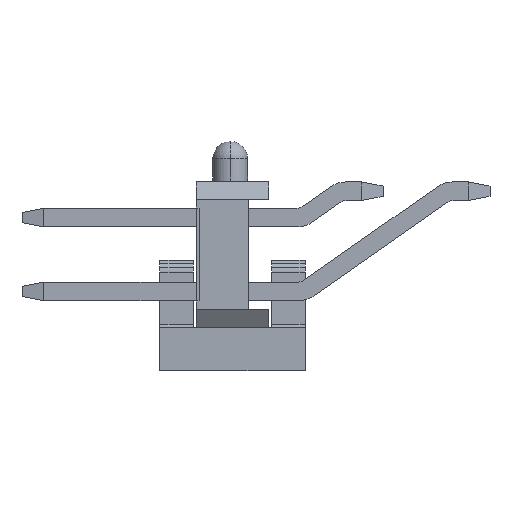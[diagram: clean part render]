
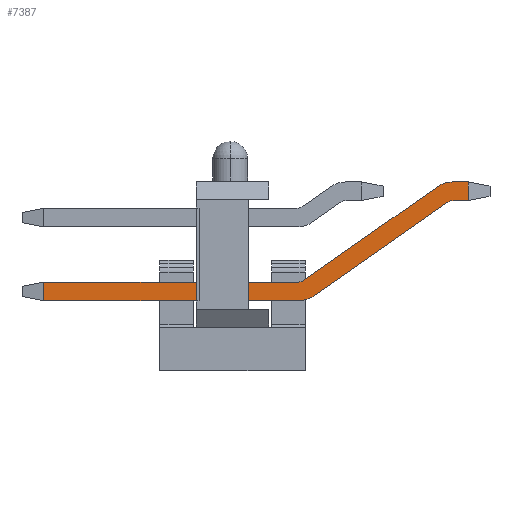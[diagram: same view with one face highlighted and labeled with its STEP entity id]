
A CAD part, left-side view. The second image highlights one B-rep face of the part: STEP entity #7387.
In plain terms, the highlighted planar face has unit normal (-1, 0, 0).
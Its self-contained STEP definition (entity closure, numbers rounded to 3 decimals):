
#7073=CARTESIAN_POINT('',(-0.32,-9.37,2.5));
#7074=VERTEX_POINT('',#7073);
#7097=CARTESIAN_POINT('',(-0.32,-9.37,1.86));
#7098=VERTEX_POINT('',#7097);
#7099=CARTESIAN_POINT('',(-0.32,-9.37,2.5));
#7100=DIRECTION('',(0.,0.,-1.));
#7101=VECTOR('',#7100,0.64);
#7102=LINE('',#7099,#7101);
#7103=EDGE_CURVE('',#7074,#7098,#7102,.T.);
#7144=CARTESIAN_POINT('',(-0.32,-8.85,1.86));
#7145=VERTEX_POINT('',#7144);
#7146=CARTESIAN_POINT('',(-0.32,-9.37,1.86));
#7147=DIRECTION('',(0.,1.,0.));
#7148=VECTOR('',#7147,0.52);
#7149=LINE('',#7146,#7148);
#7150=EDGE_CURVE('',#7098,#7145,#7149,.T.);
#7285=CARTESIAN_POINT('',(-0.32,-8.85,2.5));
#7286=VERTEX_POINT('',#7285);
#7293=CARTESIAN_POINT('',(-0.32,-8.85,2.5));
#7294=DIRECTION('',(0.,-1.,0.));
#7295=VECTOR('',#7294,0.52);
#7296=LINE('',#7293,#7295);
#7297=EDGE_CURVE('',#7286,#7074,#7296,.T.);
#7303=CARTESIAN_POINT('',(-0.32,-10.12,1.86));
#7304=DIRECTION('',(0.,0.,1.));
#7305=DIRECTION('',(-1.,0.,0.));
#7306=AXIS2_PLACEMENT_3D('',#7303,#7305,#7304);
#7307=PLANE('',#7306);
#7308=ORIENTED_EDGE('',*,*,#7297,.F.);
#7309=CARTESIAN_POINT('',(-0.32,-8.299,2.326));
#7310=VERTEX_POINT('',#7309);
#7311=CARTESIAN_POINT('',(-0.32,-8.85,1.54));
#7312=DIRECTION('',(0.,0.,1.));
#7313=DIRECTION('',(-1.,0.,0.));
#7314=AXIS2_PLACEMENT_3D('',#7311,#7313,#7312);
#7315=CIRCLE('',#7314,0.96);
#7316=EDGE_CURVE('',#7286,#7310,#7315,.T.);
#7317=ORIENTED_EDGE('',*,*,#7316,.T.);
#7318=CARTESIAN_POINT('',(-0.32,-3.703,-0.892));
#7319=VERTEX_POINT('',#7318);
#7320=CARTESIAN_POINT('',(-0.32,-8.299,2.326));
#7321=DIRECTION('',(0.,0.819,-0.574));
#7322=VECTOR('',#7321,5.611);
#7323=LINE('',#7320,#7322);
#7324=EDGE_CURVE('',#7310,#7319,#7323,.T.);
#7325=ORIENTED_EDGE('',*,*,#7324,.T.);
#7326=CARTESIAN_POINT('',(-0.32,-3.519,-0.95));
#7327=VERTEX_POINT('',#7326);
#7328=CARTESIAN_POINT('',(-0.32,-3.519,-0.63));
#7329=DIRECTION('',(0.,-0.574,-0.819));
#7330=DIRECTION('',(1.,0.,0.));
#7331=AXIS2_PLACEMENT_3D('',#7328,#7330,#7329);
#7332=CIRCLE('',#7331,0.32);
#7333=EDGE_CURVE('',#7319,#7327,#7332,.T.);
#7334=ORIENTED_EDGE('',*,*,#7333,.T.);
#7335=CARTESIAN_POINT('',(-0.32,5.25,-0.95));
#7336=VERTEX_POINT('',#7335);
#7337=CARTESIAN_POINT('',(-0.32,-3.519,-0.95));
#7338=DIRECTION('',(0.,1.,0.));
#7339=VECTOR('',#7338,8.769);
#7340=LINE('',#7337,#7339);
#7341=EDGE_CURVE('',#7327,#7336,#7340,.T.);
#7342=ORIENTED_EDGE('',*,*,#7341,.T.);
#7343=CARTESIAN_POINT('',(-0.32,5.25,-1.59));
#7344=VERTEX_POINT('',#7343);
#7345=CARTESIAN_POINT('',(-0.32,5.25,-0.95));
#7346=DIRECTION('',(0.,0.,-1.));
#7347=VECTOR('',#7346,0.64);
#7348=LINE('',#7345,#7347);
#7349=EDGE_CURVE('',#7336,#7344,#7348,.T.);
#7350=ORIENTED_EDGE('',*,*,#7349,.T.);
#7351=CARTESIAN_POINT('',(-0.32,-3.519,-1.59));
#7352=VERTEX_POINT('',#7351);
#7353=CARTESIAN_POINT('',(-0.32,5.25,-1.59));
#7354=DIRECTION('',(0.,-1.,0.));
#7355=VECTOR('',#7354,8.769);
#7356=LINE('',#7353,#7355);
#7357=EDGE_CURVE('',#7344,#7352,#7356,.T.);
#7358=ORIENTED_EDGE('',*,*,#7357,.T.);
#7359=CARTESIAN_POINT('',(-0.32,-4.07,-1.416));
#7360=VERTEX_POINT('',#7359);
#7361=CARTESIAN_POINT('',(-0.32,-3.519,-0.63));
#7362=DIRECTION('',(0.,0.,-1.));
#7363=DIRECTION('',(-1.,0.,0.));
#7364=AXIS2_PLACEMENT_3D('',#7361,#7363,#7362);
#7365=CIRCLE('',#7364,0.96);
#7366=EDGE_CURVE('',#7352,#7360,#7365,.T.);
#7367=ORIENTED_EDGE('',*,*,#7366,.T.);
#7368=CARTESIAN_POINT('',(-0.32,-8.666,1.802));
#7369=VERTEX_POINT('',#7368);
#7370=CARTESIAN_POINT('',(-0.32,-4.07,-1.416));
#7371=DIRECTION('',(0.,-0.819,0.574));
#7372=VECTOR('',#7371,5.611);
#7373=LINE('',#7370,#7372);
#7374=EDGE_CURVE('',#7360,#7369,#7373,.T.);
#7375=ORIENTED_EDGE('',*,*,#7374,.T.);
#7376=CARTESIAN_POINT('',(-0.32,-8.85,1.54));
#7377=DIRECTION('',(0.,0.574,0.819));
#7378=DIRECTION('',(1.,0.,0.));
#7379=AXIS2_PLACEMENT_3D('',#7376,#7378,#7377);
#7380=CIRCLE('',#7379,0.32);
#7381=EDGE_CURVE('',#7369,#7145,#7380,.T.);
#7382=ORIENTED_EDGE('',*,*,#7381,.T.);
#7383=ORIENTED_EDGE('',*,*,#7150,.F.);
#7384=ORIENTED_EDGE('',*,*,#7103,.F.);
#7385=EDGE_LOOP('',(#7308,#7317,#7325,#7334,#7342,#7350,#7358,#7367,#7375,#7382,#7383,#7384));
#7386=FACE_OUTER_BOUND('',#7385,.T.);
#7387=ADVANCED_FACE('',(#7386),#7307,.T.);
